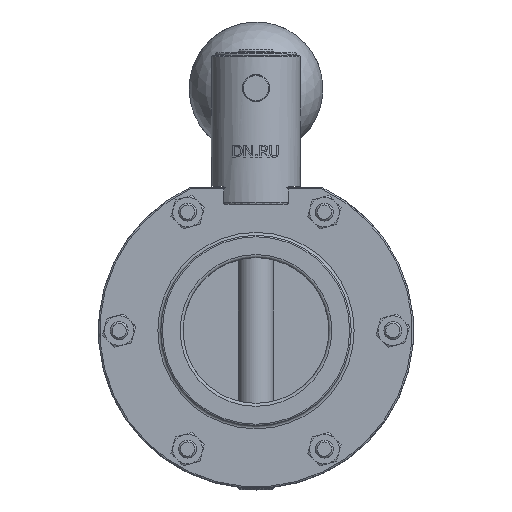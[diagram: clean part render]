
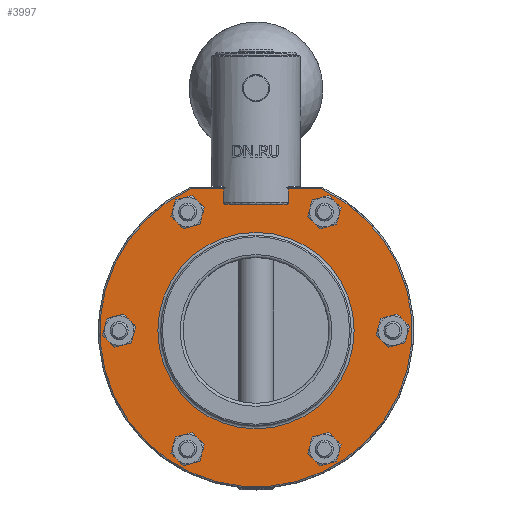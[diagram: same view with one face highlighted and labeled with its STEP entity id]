
A CAD part, top view. The second image highlights one B-rep face of the part: STEP entity #3997.
In plain terms, the highlighted planar face has unit normal (0, 0, 1).
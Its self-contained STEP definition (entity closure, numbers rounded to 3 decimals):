
#263=FACE_BOUND('',#1211,.T.);
#264=FACE_BOUND('',#1212,.T.);
#265=FACE_BOUND('',#1213,.T.);
#266=FACE_BOUND('',#1214,.T.);
#267=FACE_BOUND('',#1215,.T.);
#268=FACE_BOUND('',#1216,.T.);
#269=FACE_BOUND('',#1217,.T.);
#302=PLANE('',#4505);
#511=LINE('',#7099,#722);
#722=VECTOR('',#5241,10.);
#956=FACE_OUTER_BOUND('',#1210,.T.);
#1210=EDGE_LOOP('',(#2976,#2977));
#1211=EDGE_LOOP('',(#2978));
#1212=EDGE_LOOP('',(#2979));
#1213=EDGE_LOOP('',(#2980));
#1214=EDGE_LOOP('',(#2981));
#1215=EDGE_LOOP('',(#2982));
#1216=EDGE_LOOP('',(#2983));
#1217=EDGE_LOOP('',(#2984));
#1522=CIRCLE('',#4497,52.5);
#1528=CIRCLE('',#4506,3.);
#1529=CIRCLE('',#4507,3.);
#1530=CIRCLE('',#4508,3.);
#1531=CIRCLE('',#4509,3.);
#1532=CIRCLE('',#4510,3.);
#1533=CIRCLE('',#4511,3.);
#1534=CIRCLE('',#4512,33.);
#1812=VERTEX_POINT('',#7068);
#1817=VERTEX_POINT('',#7082);
#1825=VERTEX_POINT('',#7118);
#1826=VERTEX_POINT('',#7120);
#1827=VERTEX_POINT('',#7122);
#1828=VERTEX_POINT('',#7124);
#1829=VERTEX_POINT('',#7126);
#1830=VERTEX_POINT('',#7128);
#1831=VERTEX_POINT('',#7130);
#2249=EDGE_CURVE('',#1812,#1817,#1522,.T.);
#2251=EDGE_CURVE('',#1817,#1812,#511,.T.);
#2261=EDGE_CURVE('',#1825,#1825,#1528,.T.);
#2262=EDGE_CURVE('',#1826,#1826,#1529,.T.);
#2263=EDGE_CURVE('',#1827,#1827,#1530,.T.);
#2264=EDGE_CURVE('',#1828,#1828,#1531,.T.);
#2265=EDGE_CURVE('',#1829,#1829,#1532,.T.);
#2266=EDGE_CURVE('',#1830,#1830,#1533,.T.);
#2267=EDGE_CURVE('',#1831,#1831,#1534,.T.);
#2976=ORIENTED_EDGE('',*,*,#2249,.F.);
#2977=ORIENTED_EDGE('',*,*,#2251,.F.);
#2978=ORIENTED_EDGE('',*,*,#2261,.T.);
#2979=ORIENTED_EDGE('',*,*,#2262,.T.);
#2980=ORIENTED_EDGE('',*,*,#2263,.T.);
#2981=ORIENTED_EDGE('',*,*,#2264,.T.);
#2982=ORIENTED_EDGE('',*,*,#2265,.T.);
#2983=ORIENTED_EDGE('',*,*,#2266,.T.);
#2984=ORIENTED_EDGE('',*,*,#2267,.F.);
#3997=ADVANCED_FACE('',(#956,#263,#264,#265,#266,#267,#268,#269),#302,.T.);
#4497=AXIS2_PLACEMENT_3D('',#7083,#5237,#5238);
#4505=AXIS2_PLACEMENT_3D('',#7117,#5258,#5259);
#4506=AXIS2_PLACEMENT_3D('',#7119,#5260,#5261);
#4507=AXIS2_PLACEMENT_3D('',#7121,#5262,#5263);
#4508=AXIS2_PLACEMENT_3D('',#7123,#5264,#5265);
#4509=AXIS2_PLACEMENT_3D('',#7125,#5266,#5267);
#4510=AXIS2_PLACEMENT_3D('',#7127,#5268,#5269);
#4511=AXIS2_PLACEMENT_3D('',#7129,#5270,#5271);
#4512=AXIS2_PLACEMENT_3D('',#7131,#5272,#5273);
#5237=DIRECTION('center_axis',(0.,0.,-1.));
#5238=DIRECTION('ref_axis',(0.,-1.,0.));
#5241=DIRECTION('',(1.,0.,0.));
#5258=DIRECTION('center_axis',(0.,0.,1.));
#5259=DIRECTION('ref_axis',(1.,0.,0.));
#5260=DIRECTION('center_axis',(0.,0.,-1.));
#5261=DIRECTION('ref_axis',(-1.,0.,0.));
#5262=DIRECTION('center_axis',(0.,0.,-1.));
#5263=DIRECTION('ref_axis',(-1.,0.,0.));
#5264=DIRECTION('center_axis',(0.,0.,-1.));
#5265=DIRECTION('ref_axis',(-1.,0.,0.));
#5266=DIRECTION('center_axis',(0.,0.,-1.));
#5267=DIRECTION('ref_axis',(-1.,0.,0.));
#5268=DIRECTION('center_axis',(0.,0.,-1.));
#5269=DIRECTION('ref_axis',(-1.,0.,0.));
#5270=DIRECTION('center_axis',(0.,0.,-1.));
#5271=DIRECTION('ref_axis',(-1.,0.,0.));
#5272=DIRECTION('center_axis',(0.,0.,1.));
#5273=DIRECTION('ref_axis',(-1.,0.,0.));
#7068=CARTESIAN_POINT('',(21.931,47.7,10.1));
#7082=CARTESIAN_POINT('',(-21.931,47.7,10.1));
#7083=CARTESIAN_POINT('Origin',(0.,0.,10.1));
#7099=CARTESIAN_POINT('',(0.,47.7,10.1));
#7117=CARTESIAN_POINT('Origin',(0.,0.,10.1));
#7118=CARTESIAN_POINT('',(26.,-39.837,10.1));
#7119=CARTESIAN_POINT('Origin',(23.,-39.837,10.1));
#7120=CARTESIAN_POINT('',(-20.,-39.837,10.1));
#7121=CARTESIAN_POINT('Origin',(-23.,-39.837,10.1));
#7122=CARTESIAN_POINT('',(-43.,0.,10.1));
#7123=CARTESIAN_POINT('Origin',(-46.,0.,10.1));
#7124=CARTESIAN_POINT('',(-20.,39.837,10.1));
#7125=CARTESIAN_POINT('Origin',(-23.,39.837,10.1));
#7126=CARTESIAN_POINT('',(26.,39.837,10.1));
#7127=CARTESIAN_POINT('Origin',(23.,39.837,10.1));
#7128=CARTESIAN_POINT('',(49.,0.,10.1));
#7129=CARTESIAN_POINT('Origin',(46.,0.,10.1));
#7130=CARTESIAN_POINT('',(33.,0.,10.1));
#7131=CARTESIAN_POINT('Origin',(0.,0.,10.1));
